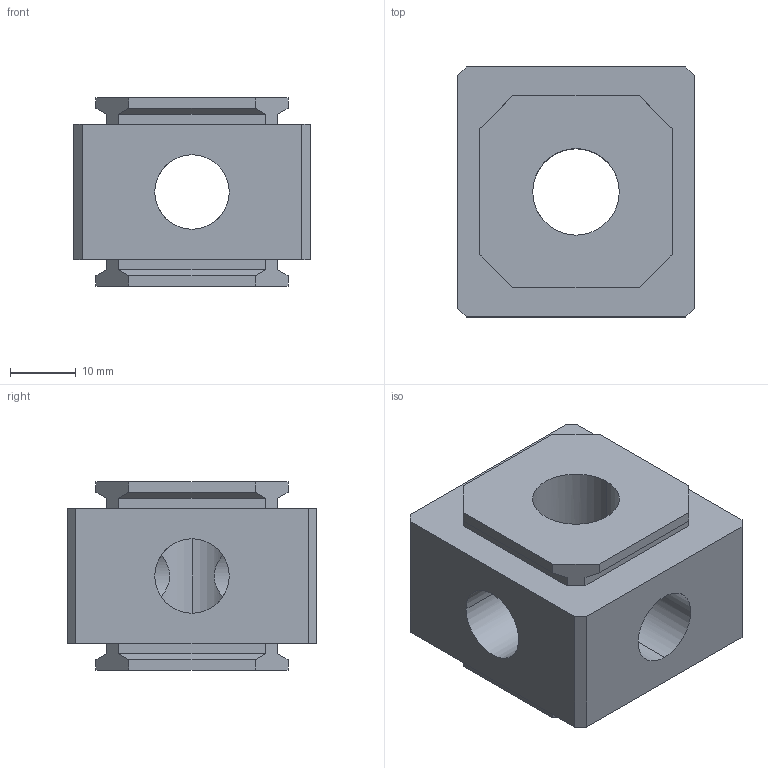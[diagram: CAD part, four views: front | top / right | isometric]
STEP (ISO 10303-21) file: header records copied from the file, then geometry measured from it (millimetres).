
FILE_DESCRIPTION (( 'STEP AP214' ), '1' );
FILE_NAME ('Norgren-4216-52.STEP', '2020-08-18T17:49:18', ( '' ), ( '' ), 'SwSTEP 2.0', 'SolidWorks 2020', '' );
FILE_SCHEMA (( 'AUTOMOTIVE_DESIGN' ));
Length unit declared in the file: millimetre
Products named in the file (2): Norgren-4216-52; 4216_3
Assembly tree (1 placements, depth 2):
  Norgren-4216-52
    4216_3
Bounding box: 36 x 38 x 28.63 mm (x, y, z)
Volume: 26322.6 mm3; surface area: 8641.1 mm2
Topology: 1 solids, 1 shells, 52 faces, 153 edges, 102 vertices
Faces by surface type: plane 44, cylinder 8
Entity records: 2549 total; most frequent: CARTESIAN_POINT 531, ORIENTED_EDGE 306, DIRECTION 261, EDGE_CURVE 153, VECTOR 129, LINE 129, VERTEX_POINT 102, AXIS2_PLACEMENT_3D 66
